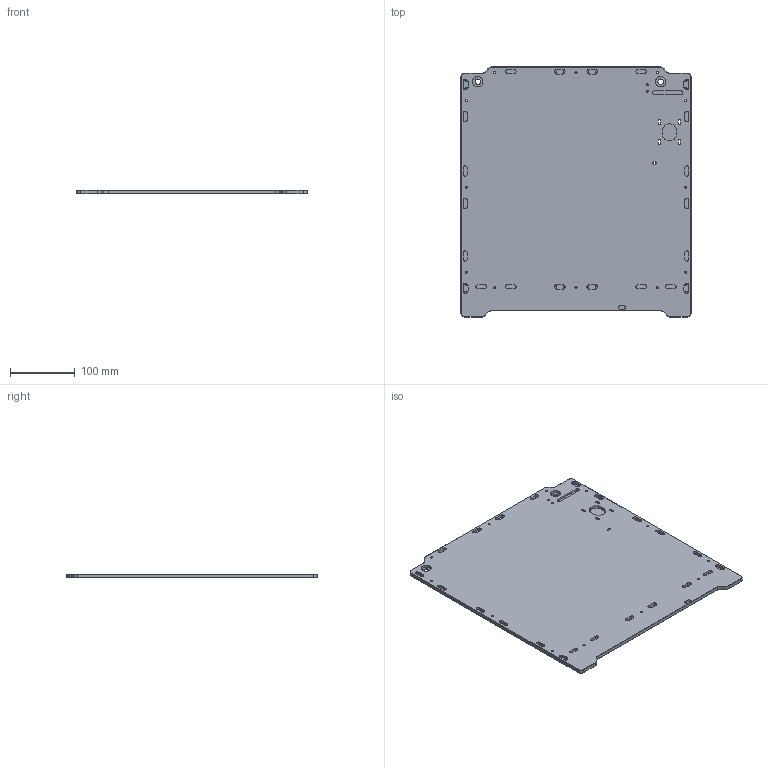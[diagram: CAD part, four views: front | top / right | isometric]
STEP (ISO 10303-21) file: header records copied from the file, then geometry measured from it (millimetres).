
FILE_DESCRIPTION (( 'STEP AP214' ), '1' );
FILE_NAME ('1232-B2P-D.STEP', '2016-07-25T07:53:14', ( '' ), ( '' ), 'SwSTEP 2.0', 'SolidWorks 2015', '' );
FILE_SCHEMA (( 'AUTOMOTIVE_DESIGN' ));
Length unit declared in the file: millimetre
Products named in the file (1): 1232-B2P-D
Bounding box: 357 x 388 x 6 mm (x, y, z)
Volume: 793671.4 mm3; surface area: 283677.7 mm2
Topology: 1 solids, 1 shells, 338 faces, 847 edges, 538 vertices
Faces by surface type: cylinder 157, plane 157, cone 24
Entity records: 10227 total; most frequent: DIRECTION 1863, CARTESIAN_POINT 1724, ORIENTED_EDGE 1694, EDGE_CURVE 847, AXIS2_PLACEMENT_3D 677, VERTEX_POINT 538, VECTOR 509, LINE 509
